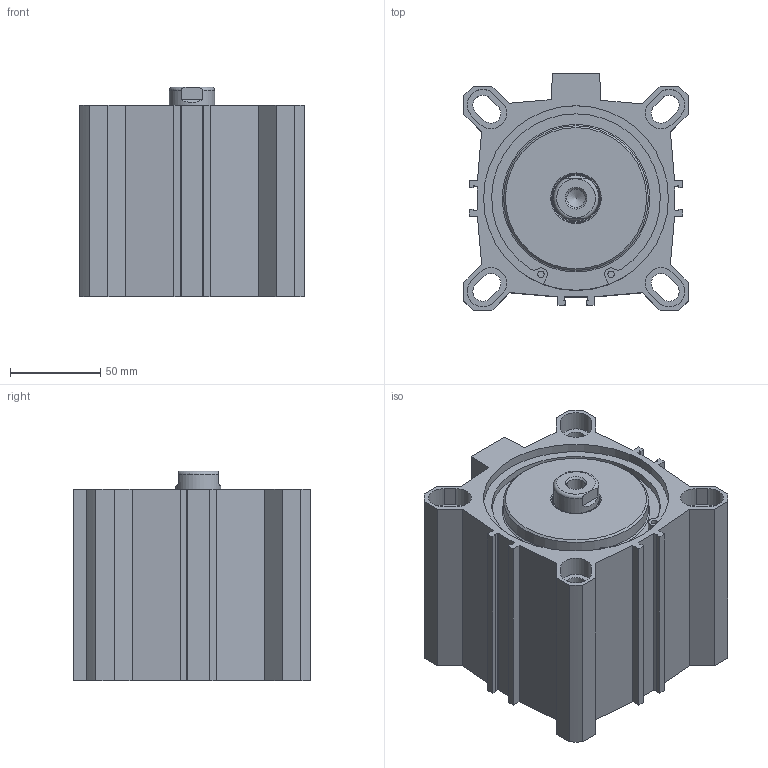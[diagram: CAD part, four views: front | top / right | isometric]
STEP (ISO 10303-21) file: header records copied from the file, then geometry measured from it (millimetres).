
FILE_DESCRIPTION((''),'2;1');
FILE_NAME('FSR100.040.GS.F.stp','2014-06-20T08:35:58',('carlo.corazza'),(''),'Autodesk Inventor 2012','Autodesk Inventor 2012','');
FILE_SCHEMA(('AUTOMOTIVE_DESIGN { 1 0 10303 214 1 1 1 1 }'));
Length unit declared in the file: millimetre
Products named in the file (5): FSR100..GS.F; CORPO-040; STELO-040; TA; TP
Assembly tree (4 placements, depth 2):
  FSR100..GS.F
    CORPO-040
    STELO-040
    TA
    TP
Bounding box: 124 x 131 x 116 mm (x, y, z)
Volume: 599750.4 mm3; surface area: 186364.9 mm2
Topology: 4 solids, 4 shells, 255 faces, 642 edges, 416 vertices
Faces by surface type: plane 129, cylinder 91, cone 25, torus 10
Full cylindrical faces by diameter (mm): 3.5 x4, 5.25 x2, 10.106 x2, 11.445 x2, 25 x1, 25.6 x1, 26.9 x1, 28 x1, 29.8 x1, 30 x1, 80 x2, 100 x1, 101.7 x4, 102.2 x2, 106.2 x2
Entity records: 7798 total; most frequent: CARTESIAN_POINT 1374, DIRECTION 1304, ORIENTED_EDGE 1142, EDGE_CURVE 571, AXIS2_PLACEMENT_3D 481, VERTEX_POINT 405, EDGE_LOOP 352, VECTOR 342
